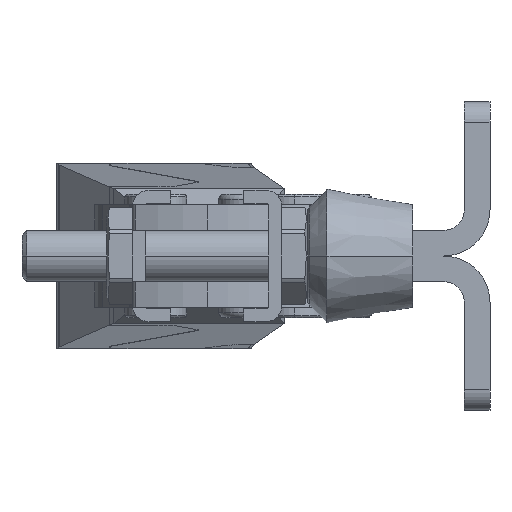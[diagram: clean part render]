
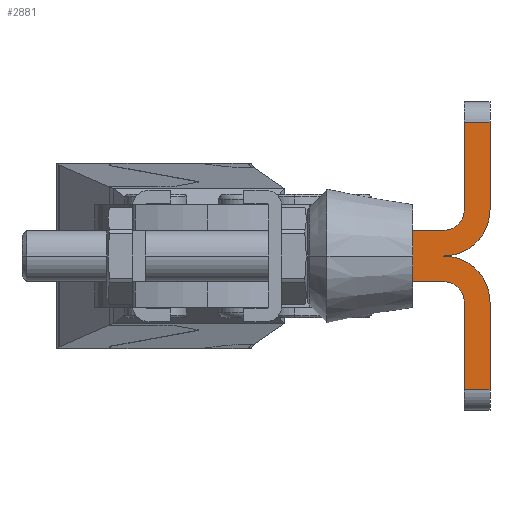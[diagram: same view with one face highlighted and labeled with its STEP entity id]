
A CAD part, left-side view. The second image highlights one B-rep face of the part: STEP entity #2881.
In plain terms, the highlighted planar face has unit normal (-1, 0, 0).
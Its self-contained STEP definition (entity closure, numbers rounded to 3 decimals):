
#15 = DIRECTION ( 'NONE',  ( 0., 0., -1. ) ) ;
#17 = ORIENTED_EDGE ( 'NONE', *, *, #9724, .T. ) ;
#101 = CARTESIAN_POINT ( 'NONE',  ( 0., 0., 36. ) ) ;
#126 = CARTESIAN_POINT ( 'NONE',  ( 0., 9., 9. ) ) ;
#168 = CARTESIAN_POINT ( 'NONE',  ( 0., 5., -9. ) ) ;
#262 = VERTEX_POINT ( 'NONE', #3260 ) ;
#269 = DIRECTION ( 'NONE',  ( 0., 0., 1. ) ) ;
#275 = LINE ( 'NONE', #7154, #10298 ) ;
#289 = ORIENTED_EDGE ( 'NONE', *, *, #8525, .F. ) ;
#322 = LINE ( 'NONE', #6976, #5841 ) ;
#407 = CARTESIAN_POINT ( 'NONE',  ( 0., 9., -9. ) ) ;
#484 = ORIENTED_EDGE ( 'NONE', *, *, #9964, .F. ) ;
#531 = ORIENTED_EDGE ( 'NONE', *, *, #7517, .F. ) ;
#686 = ORIENTED_EDGE ( 'NONE', *, *, #2745, .F. ) ;
#927 = CARTESIAN_POINT ( 'NONE',  ( 0., 26., 5. ) ) ;
#994 = VECTOR ( 'NONE', #3314, 1000. ) ;
#1182 = VECTOR ( 'NONE', #10528, 1000. ) ;
#1253 = ORIENTED_EDGE ( 'NONE', *, *, #2797, .F. ) ;
#1259 = LINE ( 'NONE', #3789, #7742 ) ;
#1568 = CARTESIAN_POINT ( 'NONE',  ( 0., 55., 5. ) ) ;
#1587 = VERTEX_POINT ( 'NONE', #168 ) ;
#1898 = VECTOR ( 'NONE', #2438, 1000. ) ;
#1938 = CARTESIAN_POINT ( 'NONE',  ( 0., 0., -9. ) ) ;
#1989 = DIRECTION ( 'NONE',  ( 0., 0., -1. ) ) ;
#2032 = CARTESIAN_POINT ( 'NONE',  ( 0., 9., 5. ) ) ;
#2056 = DIRECTION ( 'NONE',  ( 0., 0., 1. ) ) ;
#2292 = VERTEX_POINT ( 'NONE', #5729 ) ;
#2309 = DIRECTION ( 'NONE',  ( 0., 0., -1. ) ) ;
#2427 = CARTESIAN_POINT ( 'NONE',  ( 0., 26., -26. ) ) ;
#2438 = DIRECTION ( 'NONE',  ( 0., -1., 0. ) ) ;
#2571 = AXIS2_PLACEMENT_3D ( 'NONE', #407, #9996, #2309 ) ;
#2745 = EDGE_CURVE ( 'NONE', #10772, #2292, #4462, .T. ) ;
#2797 = EDGE_CURVE ( 'NONE', #262, #9551, #3673, .T. ) ;
#2881 = ADVANCED_FACE ( 'NONE', ( #4807 ), #10636, .F. ) ;
#3110 = DIRECTION ( 'NONE',  ( 1., 0., 0. ) ) ;
#3166 = VERTEX_POINT ( 'NONE', #3556 ) ;
#3202 = VERTEX_POINT ( 'NONE', #5352 ) ;
#3260 = CARTESIAN_POINT ( 'NONE',  ( 0., 0., -9. ) ) ;
#3314 = DIRECTION ( 'NONE',  ( 0., -1., 0. ) ) ;
#3556 = CARTESIAN_POINT ( 'NONE',  ( 0., 9., -5. ) ) ;
#3586 = VERTEX_POINT ( 'NONE', #3955 ) ;
#3673 = LINE ( 'NONE', #1938, #1182 ) ;
#3733 = ORIENTED_EDGE ( 'NONE', *, *, #8397, .F. ) ;
#3779 = CARTESIAN_POINT ( 'NONE',  ( 0., 9., 9. ) ) ;
#3789 = CARTESIAN_POINT ( 'NONE',  ( 0., 5., 9. ) ) ;
#3866 = CIRCLE ( 'NONE', #10317, 4. ) ;
#3901 = CARTESIAN_POINT ( 'NONE',  ( 0., 26., -26. ) ) ;
#3955 = CARTESIAN_POINT ( 'NONE',  ( 0., 5., 9. ) ) ;
#4117 = ORIENTED_EDGE ( 'NONE', *, *, #7362, .T. ) ;
#4182 = AXIS2_PLACEMENT_3D ( 'NONE', #6154, #10212, #10434 ) ;
#4462 = LINE ( 'NONE', #101, #11049 ) ;
#4504 = DIRECTION ( 'NONE',  ( 1., 0., 0. ) ) ;
#4807 = FACE_OUTER_BOUND ( 'NONE', #9307, .T. ) ;
#4952 = LINE ( 'NONE', #2427, #994 ) ;
#5048 = CARTESIAN_POINT ( 'NONE',  ( 0., 26., -5. ) ) ;
#5062 = LINE ( 'NONE', #10911, #1898 ) ;
#5307 = DIRECTION ( 'NONE',  ( 0., 1., 0. ) ) ;
#5352 = CARTESIAN_POINT ( 'NONE',  ( 0., 5., 26. ) ) ;
#5729 = CARTESIAN_POINT ( 'NONE',  ( 0., 0., 9. ) ) ;
#5772 = CARTESIAN_POINT ( 'NONE',  ( 0., 5., -26. ) ) ;
#5841 = VECTOR ( 'NONE', #7199, 1000. ) ;
#6017 = AXIS2_PLACEMENT_3D ( 'NONE', #3901, #3110, #8999 ) ;
#6154 = CARTESIAN_POINT ( 'NONE',  ( 0., 9., -9. ) ) ;
#6187 = DIRECTION ( 'NONE',  ( 0., 0., -1. ) ) ;
#6336 = CIRCLE ( 'NONE', #4182, 9. ) ;
#6954 = EDGE_CURVE ( 'NONE', #3202, #10772, #5062, .T. ) ;
#6976 = CARTESIAN_POINT ( 'NONE',  ( 0., 5., -36. ) ) ;
#7073 = ORIENTED_EDGE ( 'NONE', *, *, #7768, .F. ) ;
#7154 = CARTESIAN_POINT ( 'NONE',  ( 0., 26., -26. ) ) ;
#7199 = DIRECTION ( 'NONE',  ( 0., 0., 1. ) ) ;
#7362 = EDGE_CURVE ( 'NONE', #8784, #9551, #4952, .T. ) ;
#7517 = EDGE_CURVE ( 'NONE', #7861, #262, #6336, .T. ) ;
#7561 = LINE ( 'NONE', #1568, #9950 ) ;
#7622 = CARTESIAN_POINT ( 'NONE',  ( 0., 9., 0. ) ) ;
#7640 = AXIS2_PLACEMENT_3D ( 'NONE', #126, #9426, #15 ) ;
#7742 = VECTOR ( 'NONE', #269, 1000. ) ;
#7752 = CARTESIAN_POINT ( 'NONE',  ( 0., 0., -26. ) ) ;
#7768 = EDGE_CURVE ( 'NONE', #8216, #10480, #7561, .T. ) ;
#7861 = VERTEX_POINT ( 'NONE', #7622 ) ;
#7928 = LINE ( 'NONE', #8819, #10681 ) ;
#8043 = EDGE_CURVE ( 'NONE', #10982, #8216, #275, .T. ) ;
#8216 = VERTEX_POINT ( 'NONE', #927 ) ;
#8236 = DIRECTION ( 'NONE',  ( 0., -1., 0. ) ) ;
#8337 = EDGE_CURVE ( 'NONE', #3586, #10480, #3866, .T. ) ;
#8392 = EDGE_CURVE ( 'NONE', #3166, #10982, #7928, .T. ) ;
#8397 = EDGE_CURVE ( 'NONE', #8784, #1587, #322, .T. ) ;
#8525 = EDGE_CURVE ( 'NONE', #2292, #7861, #9780, .T. ) ;
#8612 = ORIENTED_EDGE ( 'NONE', *, *, #6954, .F. ) ;
#8625 = ORIENTED_EDGE ( 'NONE', *, *, #8043, .F. ) ;
#8784 = VERTEX_POINT ( 'NONE', #5772 ) ;
#8798 = CARTESIAN_POINT ( 'NONE',  ( 0., 0., 26. ) ) ;
#8819 = CARTESIAN_POINT ( 'NONE',  ( 0., 9., -5. ) ) ;
#8999 = DIRECTION ( 'NONE',  ( 0., 1., 0. ) ) ;
#9307 = EDGE_LOOP ( 'NONE', ( #8612, #484, #10280, #7073, #8625, #10740, #17, #3733, #4117, #1253, #531, #289, #686 ) ) ;
#9426 = DIRECTION ( 'NONE',  ( 1., 0., 0. ) ) ;
#9551 = VERTEX_POINT ( 'NONE', #7752 ) ;
#9708 = CIRCLE ( 'NONE', #2571, 4. ) ;
#9724 = EDGE_CURVE ( 'NONE', #3166, #1587, #9708, .T. ) ;
#9780 = CIRCLE ( 'NONE', #7640, 9. ) ;
#9950 = VECTOR ( 'NONE', #8236, 1000. ) ;
#9964 = EDGE_CURVE ( 'NONE', #3586, #3202, #1259, .T. ) ;
#9996 = DIRECTION ( 'NONE',  ( 1., 0., 0. ) ) ;
#10212 = DIRECTION ( 'NONE',  ( 1., 0., 0. ) ) ;
#10280 = ORIENTED_EDGE ( 'NONE', *, *, #8337, .T. ) ;
#10298 = VECTOR ( 'NONE', #2056, 1000. ) ;
#10317 = AXIS2_PLACEMENT_3D ( 'NONE', #3779, #4504, #6187 ) ;
#10434 = DIRECTION ( 'NONE',  ( 0., 0., -1. ) ) ;
#10480 = VERTEX_POINT ( 'NONE', #2032 ) ;
#10528 = DIRECTION ( 'NONE',  ( 0., 0., -1. ) ) ;
#10636 = PLANE ( 'NONE',  #6017 ) ;
#10681 = VECTOR ( 'NONE', #5307, 1000. ) ;
#10740 = ORIENTED_EDGE ( 'NONE', *, *, #8392, .F. ) ;
#10772 = VERTEX_POINT ( 'NONE', #8798 ) ;
#10911 = CARTESIAN_POINT ( 'NONE',  ( 0., 26., 26. ) ) ;
#10982 = VERTEX_POINT ( 'NONE', #5048 ) ;
#11049 = VECTOR ( 'NONE', #1989, 1000. ) ;
